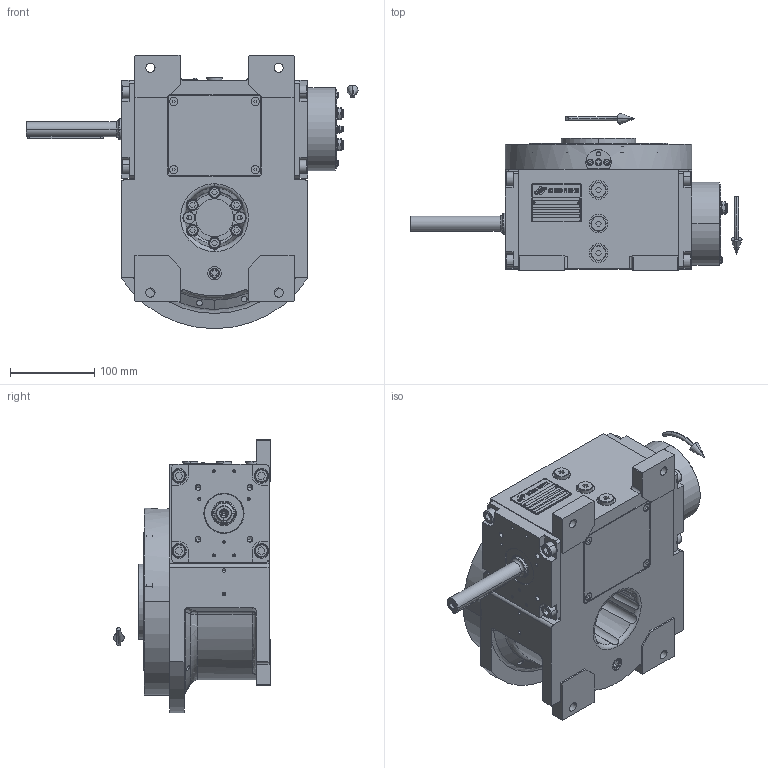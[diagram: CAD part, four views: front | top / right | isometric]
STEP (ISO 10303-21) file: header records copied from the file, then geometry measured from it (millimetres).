
FILE_DESCRIPTION (( 'STEP AP203' ), '1' );
FILE_NAME ('PC5201954.step', '2026-03-20T08:48:26', ( '' ), ( '' ), 'SwSTEP 2.0', 'SolidWorks 2020', '' );
FILE_SCHEMA (( 'CONFIG_CONTROL_DESIGN' ));
Length unit declared in the file: millimetre
Products named in the file (83): cfn2128_04_004; CFN2000_01_185^RIG06_005_ASM_rig06_071_06_m_asm(2)_rig06_071_06_m_asm.stp; rig06_001_a; AS_rig06_004; cfn2000_01_103; cfn2077_01_018; CFN2203_02_001^rig06_071_06_m_asm(2)_rig06_071_06_m_asm.stp; 900_38_30_005.stp; rig06_071_06_m_asm.stp; cfn2003_01_054; CFN2356_03_047^rig06_071_06_m_asm(2)_rig06_071_06_m_asm.stp; RIG06_005_ASM^rig06_071_06_m_asm(2)_rig06_071_06_m_asm.stp; AS_rig06_015; cfn2151_01_109; cfn2276_01_074; 900_38_36_001; cfn2151_01_290; AS_cfn2476_01_002_60x46; freccia_angolare; cfn2000_01_124; olio_agip_blasia_150; cfn2107_01_001; cfn2073_01_012; AS_rig06_002_bl_002; rig06_007_master; cfn2115_02_068; CFN2400_08_001.stp; cfn2070_05_005; rig06_015; cfn2115_02_165; rig06_003_6; rig06_016; AS_rig06_004_s_001; cfn2000_01_126; CFN2223_01-570X6-B^rig06_071_06_m_asm(2)_rig06_071_06_m_asm.stp; CFN2000_01_183.stp; RIG06_021_AF0^RIG06_005_ASM_rig06_071_06_m_asm(2)_rig06_071_06_m_asm.stp; AS_rig06_071_6_m; 900_38_10_023.stp; CFN2010_01_012^rig06_071_06_m_asm(2)_rig06_071_06_m_asm.stp ...
Assembly tree (80 placements, depth 5):
  cfn2077_01_018
  CFN2203_02_001^rig06_071_06_m_asm(2)_rig06_071_06_m_asm.stp
  CFN2356_03_047^rig06_071_06_m_asm(2)_rig06_071_06_m_asm.stp
  cfn2151_01_109
  cfn2276_01_074
Bounding box: 394.5 x 187 x 325 mm (x, y, z)
Volume: 2458916.7 mm3; surface area: 809079.7 mm2
Topology: 70 solids, 70 shells, 3057 faces, 7538 edges, 4783 vertices
Faces by surface type: plane 1388, cylinder 1047, cone 532, torus 40, bspline 30, sphere 20
Entity records: 100101 total; most frequent: CARTESIAN_POINT 23066, DIRECTION 14435, ORIENTED_EDGE 13912, EDGE_CURVE 6956, AXIS2_PLACEMENT_3D 5304, VERTEX_POINT 4486, VECTOR 3827, LINE 3827
